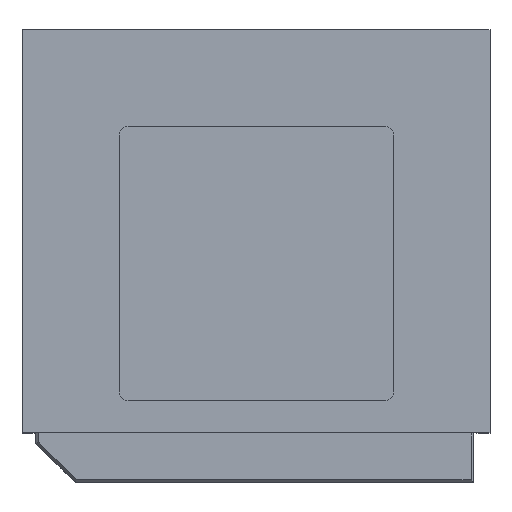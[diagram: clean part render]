
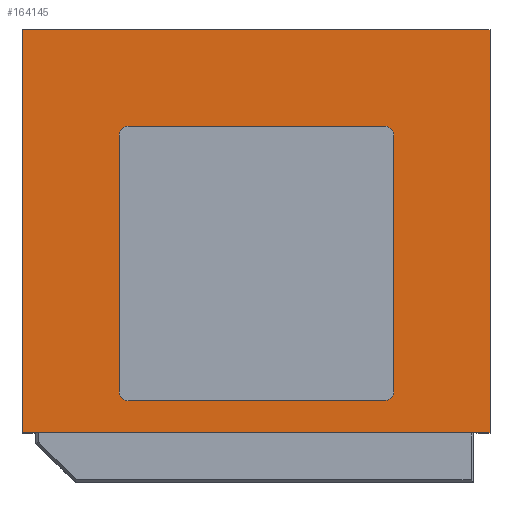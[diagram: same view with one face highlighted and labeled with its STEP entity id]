
A CAD part, top view. The second image highlights one B-rep face of the part: STEP entity #164145.
In plain terms, the highlighted planar face has unit normal (0, 0, 1).
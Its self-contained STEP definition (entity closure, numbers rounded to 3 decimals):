
#57 = VERTEX_POINT ( 'NONE', #71855 ) ;
#505 = EDGE_CURVE ( 'NONE', #162979, #74295, #5005, .T. ) ;
#1175 = DIRECTION ( 'NONE',  ( -1., 0., 0. ) ) ;
#2948 = CARTESIAN_POINT ( 'NONE',  ( 19.709, 35.492, 86.25 ) ) ;
#4972 = DIRECTION ( 'NONE',  ( 0., 0., 1. ) ) ;
#5005 = CIRCLE ( 'NONE', #20563, 1.587 ) ;
#5268 = VECTOR ( 'NONE', #21982, 1000. ) ;
#13108 = EDGE_LOOP ( 'NONE', ( #123867, #16906, #111636, #90262 ) ) ;
#13414 = CARTESIAN_POINT ( 'NONE',  ( 36.209, 53.579, 86.25 ) ) ;
#13797 = ORIENTED_EDGE ( 'NONE', *, *, #40018, .F. ) ;
#14354 = LINE ( 'NONE', #114955, #82308 ) ;
#14659 = DIRECTION ( 'NONE',  ( 0., 0., 1. ) ) ;
#14803 = CARTESIAN_POINT ( 'NONE',  ( -25.703, 37.079, 86.25 ) ) ;
#15164 = EDGE_CURVE ( 'NONE', #21767, #147463, #94034, .T. ) ;
#16906 = ORIENTED_EDGE ( 'NONE', *, *, #122550, .T. ) ;
#20563 = AXIS2_PLACEMENT_3D ( 'NONE', #96014, #14659, #109658 ) ;
#21767 = VERTEX_POINT ( 'NONE', #73047 ) ;
#21982 = DIRECTION ( 'NONE',  ( 1., 0., 0. ) ) ;
#25819 = VERTEX_POINT ( 'NONE', #59555 ) ;
#27099 = ORIENTED_EDGE ( 'NONE', *, *, #28134, .F. ) ;
#28134 = EDGE_CURVE ( 'NONE', #147671, #162979, #35229, .T. ) ;
#30850 = CARTESIAN_POINT ( 'NONE',  ( -25.703, 35.492, 86.25 ) ) ;
#35229 = LINE ( 'NONE', #161051, #175353 ) ;
#39018 = DIRECTION ( 'NONE',  ( 0., 0., 1. ) ) ;
#39961 = ORIENTED_EDGE ( 'NONE', *, *, #15164, .F. ) ;
#40018 = EDGE_CURVE ( 'NONE', #122817, #25819, #61425, .T. ) ;
#40313 = CARTESIAN_POINT ( 'NONE',  ( -25.703, 37.079, 86.25 ) ) ;
#42234 = DIRECTION ( 'NONE',  ( -1., 0., 0. ) ) ;
#44493 = DIRECTION ( 'NONE',  ( 1., 0., 0. ) ) ;
#44556 = ORIENTED_EDGE ( 'NONE', *, *, #54881, .F. ) ;
#45619 = LINE ( 'NONE', #130565, #5268 ) ;
#46831 = ORIENTED_EDGE ( 'NONE', *, *, #90540, .F. ) ;
#46994 = VECTOR ( 'NONE', #42234, 1000. ) ;
#47263 = DIRECTION ( 'NONE',  ( 0., -1., 0. ) ) ;
#48332 = VECTOR ( 'NONE', #100029, 1000. ) ;
#54881 = EDGE_CURVE ( 'NONE', #74295, #122817, #124593, .T. ) ;
#58896 = VECTOR ( 'NONE', #114506, 1000. ) ;
#59555 = CARTESIAN_POINT ( 'NONE',  ( -27.291, 35.492, 86.25 ) ) ;
#59904 = CARTESIAN_POINT ( 'NONE',  ( -25.703, -9.921, 86.25 ) ) ;
#59928 = LINE ( 'NONE', #13414, #91773 ) ;
#60756 = AXIS2_PLACEMENT_3D ( 'NONE', #167551, #4972, #99851 ) ;
#61425 = CIRCLE ( 'NONE', #81140, 1.587 ) ;
#67956 = CARTESIAN_POINT ( 'NONE',  ( 18.122, -9.921, 86.25 ) ) ;
#71855 = CARTESIAN_POINT ( 'NONE',  ( 36.209, 53.579, 86.25 ) ) ;
#72024 = VERTEX_POINT ( 'NONE', #102414 ) ;
#73047 = CARTESIAN_POINT ( 'NONE',  ( -27.291, -8.333, 86.25 ) ) ;
#74247 = EDGE_CURVE ( 'NONE', #72024, #57, #59928, .T. ) ;
#74295 = VERTEX_POINT ( 'NONE', #136249 ) ;
#75643 = DIRECTION ( 'NONE',  ( 0., 0., 1. ) ) ;
#81140 = AXIS2_PLACEMENT_3D ( 'NONE', #30850, #125743, #44493 ) ;
#81671 = EDGE_CURVE ( 'NONE', #147463, #168228, #167189, .T. ) ;
#82308 = VECTOR ( 'NONE', #47263, 1000. ) ;
#83369 = EDGE_LOOP ( 'NONE', ( #13797, #44556, #123685, #27099, #46831, #160735, #39961, #92604 ) ) ;
#84228 = VECTOR ( 'NONE', #1175, 1000. ) ;
#86396 = CARTESIAN_POINT ( 'NONE',  ( -43.791, 53.579, 86.25 ) ) ;
#90262 = ORIENTED_EDGE ( 'NONE', *, *, #145369, .T. ) ;
#90540 = EDGE_CURVE ( 'NONE', #168228, #147671, #113430, .T. ) ;
#91773 = VECTOR ( 'NONE', #135681, 1000. ) ;
#92540 = CARTESIAN_POINT ( 'NONE',  ( 19.709, -8.333, 86.25 ) ) ;
#92604 = ORIENTED_EDGE ( 'NONE', *, *, #146243, .F. ) ;
#94034 = CIRCLE ( 'NONE', #127881, 1.587 ) ;
#96014 = CARTESIAN_POINT ( 'NONE',  ( 18.122, 35.492, 86.25 ) ) ;
#99597 = CARTESIAN_POINT ( 'NONE',  ( -43.791, 53.579, 86.25 ) ) ;
#99851 = DIRECTION ( 'NONE',  ( 1., 0., 0. ) ) ;
#100029 = DIRECTION ( 'NONE',  ( 0., -1., 0. ) ) ;
#102414 = CARTESIAN_POINT ( 'NONE',  ( 36.209, -15.421, 86.25 ) ) ;
#105402 = FACE_BOUND ( 'NONE', #83369, .T. ) ;
#105735 = VERTEX_POINT ( 'NONE', #144407 ) ;
#107082 = DIRECTION ( 'NONE',  ( 0., 1., 0. ) ) ;
#109658 = DIRECTION ( 'NONE',  ( 1., 0., 0. ) ) ;
#111636 = ORIENTED_EDGE ( 'NONE', *, *, #74247, .T. ) ;
#113430 = CIRCLE ( 'NONE', #172089, 1.587 ) ;
#114506 = DIRECTION ( 'NONE',  ( 1., 0., 0. ) ) ;
#114955 = CARTESIAN_POINT ( 'NONE',  ( -27.291, 35.492, 86.25 ) ) ;
#120270 = CARTESIAN_POINT ( 'NONE',  ( -25.703, -8.333, 86.25 ) ) ;
#122550 = EDGE_CURVE ( 'NONE', #105735, #72024, #45619, .T. ) ;
#122817 = VERTEX_POINT ( 'NONE', #40313 ) ;
#123685 = ORIENTED_EDGE ( 'NONE', *, *, #505, .F. ) ;
#123867 = ORIENTED_EDGE ( 'NONE', *, *, #156520, .T. ) ;
#124593 = LINE ( 'NONE', #14803, #84228 ) ;
#125743 = DIRECTION ( 'NONE',  ( 0., 0., 1. ) ) ;
#127881 = AXIS2_PLACEMENT_3D ( 'NONE', #120270, #39018, #133921 ) ;
#130565 = CARTESIAN_POINT ( 'NONE',  ( -43.791, -15.421, 86.25 ) ) ;
#133921 = DIRECTION ( 'NONE',  ( -1., 0., 0. ) ) ;
#135681 = DIRECTION ( 'NONE',  ( 0., 1., 0. ) ) ;
#136249 = CARTESIAN_POINT ( 'NONE',  ( 18.122, 37.079, 86.25 ) ) ;
#137154 = CARTESIAN_POINT ( 'NONE',  ( -43.791, 53.579, 86.25 ) ) ;
#138197 = VERTEX_POINT ( 'NONE', #99597 ) ;
#141452 = FACE_OUTER_BOUND ( 'NONE', #13108, .T. ) ;
#142442 = CARTESIAN_POINT ( 'NONE',  ( -25.703, -9.921, 86.25 ) ) ;
#144407 = CARTESIAN_POINT ( 'NONE',  ( -43.791, -15.421, 86.25 ) ) ;
#145369 = EDGE_CURVE ( 'NONE', #57, #138197, #150985, .T. ) ;
#146243 = EDGE_CURVE ( 'NONE', #25819, #21767, #14354, .T. ) ;
#147463 = VERTEX_POINT ( 'NONE', #142442 ) ;
#147671 = VERTEX_POINT ( 'NONE', #92540 ) ;
#150985 = LINE ( 'NONE', #137154, #46994 ) ;
#152330 = LINE ( 'NONE', #86396, #48332 ) ;
#153271 = PLANE ( 'NONE',  #60756 ) ;
#156520 = EDGE_CURVE ( 'NONE', #138197, #105735, #152330, .T. ) ;
#156911 = CARTESIAN_POINT ( 'NONE',  ( 18.122, -8.333, 86.25 ) ) ;
#160735 = ORIENTED_EDGE ( 'NONE', *, *, #81671, .F. ) ;
#161051 = CARTESIAN_POINT ( 'NONE',  ( 19.709, 35.492, 86.25 ) ) ;
#162979 = VERTEX_POINT ( 'NONE', #2948 ) ;
#164145 = ADVANCED_FACE ( 'NONE', ( #105402, #141452 ), #153271, .T. ) ;
#167189 = LINE ( 'NONE', #59904, #58896 ) ;
#167551 = CARTESIAN_POINT ( 'NONE',  ( -43.791, -15.421, 86.25 ) ) ;
#168228 = VERTEX_POINT ( 'NONE', #67956 ) ;
#170610 = DIRECTION ( 'NONE',  ( 1., 0., 0. ) ) ;
#172089 = AXIS2_PLACEMENT_3D ( 'NONE', #156911, #75643, #170610 ) ;
#175353 = VECTOR ( 'NONE', #107082, 1000. ) ;
